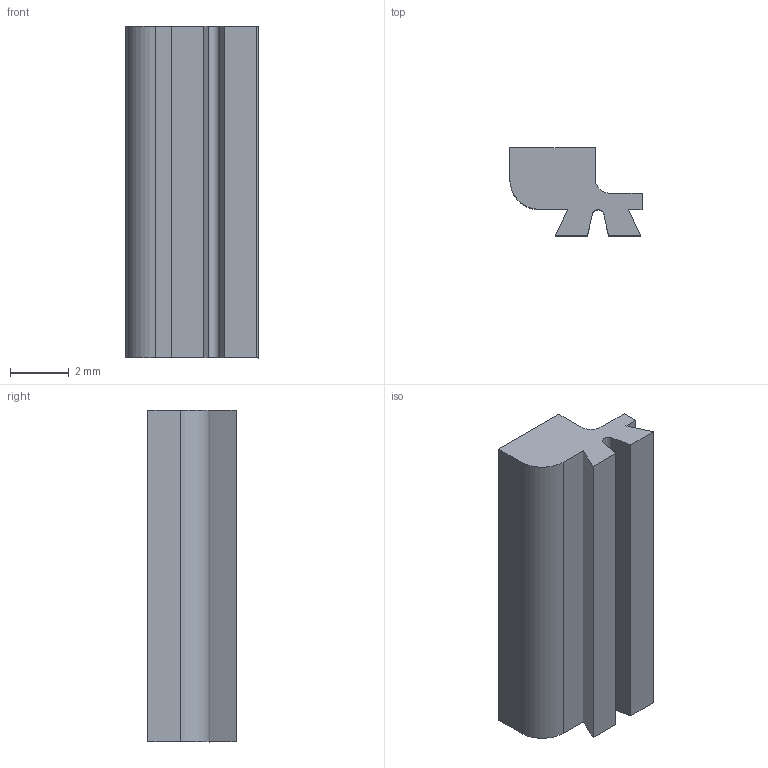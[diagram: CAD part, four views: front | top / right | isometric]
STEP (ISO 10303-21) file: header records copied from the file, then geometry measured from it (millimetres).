
FILE_DESCRIPTION(('Creo Elements/Direct Modeling STEP Export'),'2;1');
FILE_NAME('0lndqdl4in5i2j92284','2018-05-14T11:08:20',(''),(''),'PTC Creo Elements/Direct Modeling STEP processor for AP214 (Solid Model)','PTC Creo Elements/Direct Modeling 19.0E 27-Jun-2016 (C) Parametric Technology GmbH','');
FILE_SCHEMA(('AUTOMOTIVE_DESIGN { 1 0 10303 214 1 1 1 1 }'));
Length unit declared in the file: millimetre
Products named in the file (2): CR_K04R
Assembly tree (1 placements, depth 2):
  CR_K04R
    CR_K04R
Bounding box: 4.5 x 3 x 11.3 mm (x, y, z)
Volume: 97 mm3; surface area: 206.2 mm2
Topology: 1 solids, 1 shells, 18 faces, 48 edges, 32 vertices
Faces by surface type: plane 15, cylinder 3
Entity records: 738 total; most frequent: CARTESIAN_POINT 98, ORIENTED_EDGE 96, DIRECTION 91, EDGE_CURVE 48, VECTOR 41, LINE 41, VERTEX_POINT 32, AXIS2_PLACEMENT_3D 25
